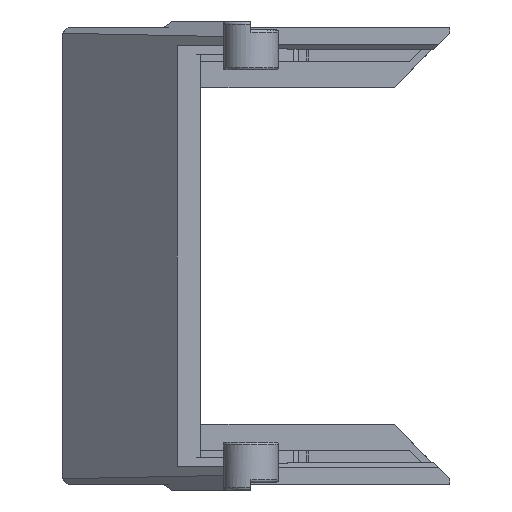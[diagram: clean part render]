
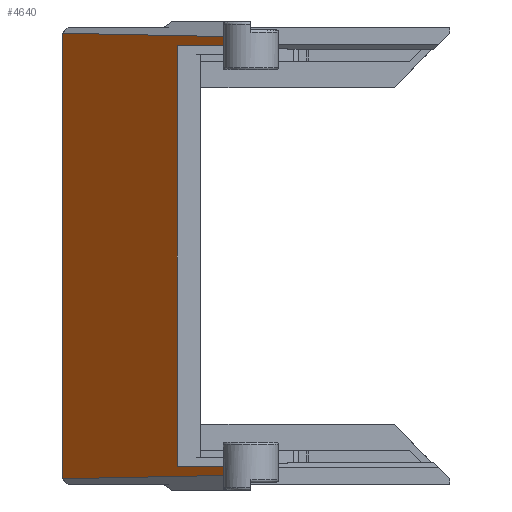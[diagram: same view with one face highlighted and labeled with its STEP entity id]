
A CAD part, left-side view. The second image highlights one B-rep face of the part: STEP entity #4640.
In plain terms, the highlighted planar face has unit normal (-0.702, 0.712, 0).
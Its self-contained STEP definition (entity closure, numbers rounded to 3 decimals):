
#554=CARTESIAN_POINT('',(5.486,44.369,4.2));
#555=CARTESIAN_POINT('',(5.486,44.369,4.226));
#556=CARTESIAN_POINT('',(5.479,44.361,4.275));
#557=CARTESIAN_POINT('',(5.445,44.329,4.343));
#558=CARTESIAN_POINT('',(5.393,44.277,4.389));
#559=CARTESIAN_POINT('',(5.353,44.238,4.4));
#560=CARTESIAN_POINT('',(5.331,44.216,4.4));
#572=DIRECTION('',(0.,0.,1.));
#573=VECTOR('',#572,2.156);
#574=CARTESIAN_POINT('',(5.653,44.533,37.6));
#575=LINE('',#574,#573);
#576=DIRECTION('',(0.,0.,1.));
#577=VECTOR('',#576,2.156);
#578=CARTESIAN_POINT('',(5.653,44.533,2.244));
#579=LINE('',#578,#577);
#580=DIRECTION('',(-0.712,-0.702,0.));
#581=VECTOR('',#580,0.452);
#582=CARTESIAN_POINT('',(5.653,44.533,4.4));
#583=LINE('',#582,#581);
#584=DIRECTION('',(0.,0.,-1.));
#585=VECTOR('',#584,2.768);
#586=CARTESIAN_POINT('',(5.486,44.369,4.2));
#587=LINE('',#586,#585);
#588=DIRECTION('',(-0.712,-0.702,0.014));
#589=VECTOR('',#588,20.734);
#590=CARTESIAN_POINT('',(20.246,58.927,1.134));
#591=LINE('',#590,#589);
#592=DIRECTION('',(0.712,0.702,0.014));
#593=VECTOR('',#592,20.734);
#594=CARTESIAN_POINT('',(5.486,44.369,40.568));
#595=LINE('',#594,#593);
#596=DIRECTION('',(0.,0.,-1.));
#597=VECTOR('',#596,2.768);
#598=CARTESIAN_POINT('',(5.486,44.369,40.568));
#599=LINE('',#598,#597);
#600=DIRECTION('',(0.712,0.702,0.));
#601=VECTOR('',#600,0.452);
#602=CARTESIAN_POINT('',(5.331,44.216,37.6));
#603=LINE('',#602,#601);
#628=CARTESIAN_POINT('',(5.331,44.216,37.6));
#629=CARTESIAN_POINT('',(5.353,44.238,37.6));
#630=CARTESIAN_POINT('',(5.393,44.277,37.611));
#631=CARTESIAN_POINT('',(5.445,44.329,37.657));
#632=CARTESIAN_POINT('',(5.479,44.361,37.725));
#633=CARTESIAN_POINT('',(5.486,44.369,37.774));
#634=CARTESIAN_POINT('',(5.486,44.369,37.8));
#1375=DIRECTION('',(-0.712,-0.702,0.));
#1376=VECTOR('',#1375,5.897);
#1377=CARTESIAN_POINT('',(9.852,48.674,39.756));
#1378=LINE('',#1377,#1376);
#1502=DIRECTION('',(0.712,0.702,0.));
#1503=VECTOR('',#1502,5.897);
#1504=CARTESIAN_POINT('',(5.653,44.533,2.244));
#1505=LINE('',#1504,#1503);
#1519=DIRECTION('',(0.,0.,-1.));
#1520=VECTOR('',#1519,37.512);
#1521=CARTESIAN_POINT('',(9.852,48.674,39.756));
#1522=LINE('',#1521,#1520);
#1599=DIRECTION('',(0.,0.,1.));
#1600=VECTOR('',#1599,39.732);
#1601=CARTESIAN_POINT('',(20.246,58.927,1.134));
#1602=LINE('',#1601,#1600);
#3043=CARTESIAN_POINT('',(20.246,58.927,1.134));
#3044=CARTESIAN_POINT('',(20.246,58.927,40.866));
#3045=VERTEX_POINT('',#3043);
#3046=VERTEX_POINT('',#3044);
#3047=CARTESIAN_POINT('',(5.486,44.369,1.432));
#3048=VERTEX_POINT('',#3047);
#3049=CARTESIAN_POINT('',(9.852,48.674,39.756));
#3050=CARTESIAN_POINT('',(9.852,48.674,2.244));
#3051=VERTEX_POINT('',#3049);
#3052=VERTEX_POINT('',#3050);
#3053=CARTESIAN_POINT('',(5.486,44.369,40.568));
#3054=VERTEX_POINT('',#3053);
#3492=CARTESIAN_POINT('',(5.486,44.369,4.2));
#3494=VERTEX_POINT('',#3492);
#3497=CARTESIAN_POINT('',(5.486,44.369,37.8));
#3499=VERTEX_POINT('',#3497);
#3539=VERTEX_POINT('',#560);
#3544=CARTESIAN_POINT('',(5.331,44.216,37.6));
#3546=VERTEX_POINT('',#3544);
#3553=CARTESIAN_POINT('',(5.653,44.533,37.6));
#3554=CARTESIAN_POINT('',(5.653,44.533,39.756));
#3555=VERTEX_POINT('',#3553);
#3556=VERTEX_POINT('',#3554);
#3562=CARTESIAN_POINT('',(5.653,44.533,4.4));
#3564=VERTEX_POINT('',#3562);
#3565=CARTESIAN_POINT('',(5.653,44.533,2.244));
#3566=VERTEX_POINT('',#3565);
#4610=CARTESIAN_POINT('',(23.449,62.084,-2.));
#4611=DIRECTION('',(0.702,-0.712,0.));
#4612=DIRECTION('',(0.712,0.702,0.));
#4613=AXIS2_PLACEMENT_3D('',#4610,#4611,#4612);
#4614=PLANE('',#4613);
#4616=ORIENTED_EDGE('',*,*,#4615,.T.);
#4618=ORIENTED_EDGE('',*,*,#4617,.F.);
#4620=ORIENTED_EDGE('',*,*,#4619,.T.);
#4622=ORIENTED_EDGE('',*,*,#4621,.F.);
#4623=ORIENTED_EDGE('',*,*,#4601,.T.);
#4624=ORIENTED_EDGE('',*,*,#4590,.T.);
#4625=ORIENTED_EDGE('',*,*,#4575,.F.);
#4626=ORIENTED_EDGE('',*,*,#4558,.T.);
#4627=ORIENTED_EDGE('',*,*,#4537,.F.);
#4629=ORIENTED_EDGE('',*,*,#4628,.T.);
#4631=ORIENTED_EDGE('',*,*,#4630,.F.);
#4633=ORIENTED_EDGE('',*,*,#4632,.T.);
#4635=ORIENTED_EDGE('',*,*,#4634,.F.);
#4637=ORIENTED_EDGE('',*,*,#4636,.T.);
#4638=EDGE_LOOP('',(#4616,#4618,#4620,#4622,#4623,#4624,#4625,#4626,#4627,#4629,
#4631,#4633,#4635,#4637));
#4639=FACE_OUTER_BOUND('',#4638,.F.);
#561=B_SPLINE_CURVE_WITH_KNOTS('',3,(#554,#555,#556,#557,#558,#559,#560),
.UNSPECIFIED.,.F.,.F.,(4,1,1,1,4),(0.,0.25,0.5,0.75,1.),
.UNSPECIFIED.);
#635=B_SPLINE_CURVE_WITH_KNOTS('',3,(#628,#629,#630,#631,#632,#633,#634),
.UNSPECIFIED.,.F.,.F.,(4,1,1,1,4),(0.,0.25,0.5,0.75,1.),
.UNSPECIFIED.);
#4537=EDGE_CURVE('',#3045,#3048,#591,.T.);
#4558=EDGE_CURVE('',#3494,#3048,#587,.T.);
#4575=EDGE_CURVE('',#3494,#3539,#561,.T.);
#4590=EDGE_CURVE('',#3564,#3539,#583,.T.);
#4601=EDGE_CURVE('',#3566,#3564,#579,.T.);
#4615=EDGE_CURVE('',#3555,#3556,#575,.T.);
#4617=EDGE_CURVE('',#3051,#3556,#1378,.T.);
#4619=EDGE_CURVE('',#3051,#3052,#1522,.T.);
#4621=EDGE_CURVE('',#3566,#3052,#1505,.T.);
#4628=EDGE_CURVE('',#3045,#3046,#1602,.T.);
#4630=EDGE_CURVE('',#3054,#3046,#595,.T.);
#4632=EDGE_CURVE('',#3054,#3499,#599,.T.);
#4634=EDGE_CURVE('',#3546,#3499,#635,.T.);
#4636=EDGE_CURVE('',#3546,#3555,#603,.T.);
#4640=ADVANCED_FACE('',(#4639),#4614,.F.);
